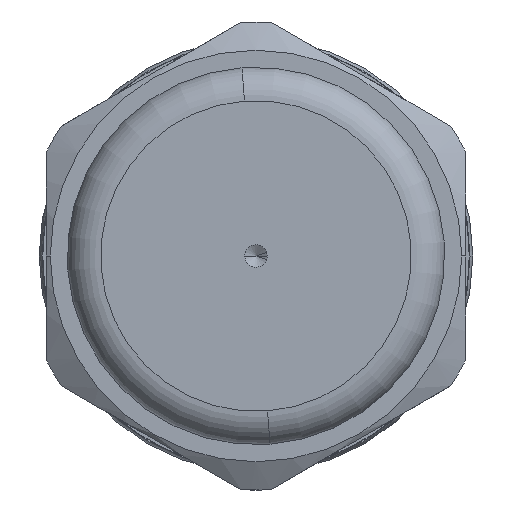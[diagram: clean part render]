
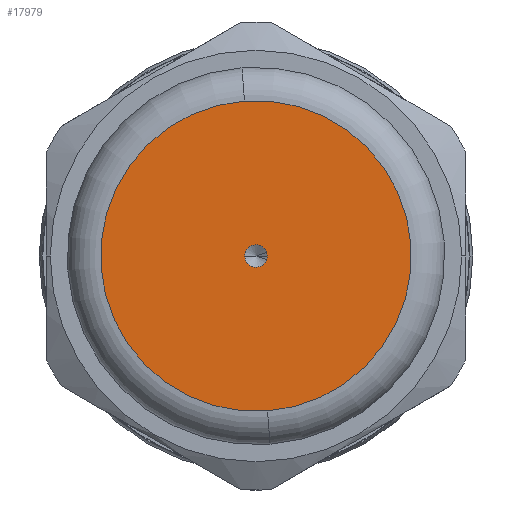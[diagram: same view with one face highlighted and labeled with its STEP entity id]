
A CAD part, left-side view. The second image highlights one B-rep face of the part: STEP entity #17979.
In plain terms, the highlighted planar face has unit normal (-1, 0, 0).
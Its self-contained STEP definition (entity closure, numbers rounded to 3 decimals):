
#1035 = CIRCLE ( 'NONE', #1288, 8.23 ) ;
#1288 = AXIS2_PLACEMENT_3D ( 'NONE', #51928, #21713, #37444 ) ;
#2002 = VERTEX_POINT ( 'NONE', #10166 ) ;
#2145 = DIRECTION ( 'NONE',  ( 0., -0.074, -0.997 ) ) ;
#4838 = CIRCLE ( 'NONE', #14351, 0.6 ) ;
#6797 = EDGE_CURVE ( 'NONE', #28133, #20716, #4838, .T. ) ;
#7279 = EDGE_CURVE ( 'NONE', #16938, #2002, #27554, .T. ) ;
#8237 = CARTESIAN_POINT ( 'NONE',  ( -69.893, 0., 0. ) ) ;
#9614 = AXIS2_PLACEMENT_3D ( 'NONE', #15489, #50937, #25741 ) ;
#10166 = CARTESIAN_POINT ( 'NONE',  ( -69.893, -0.61, -8.207 ) ) ;
#14351 = AXIS2_PLACEMENT_3D ( 'NONE', #46591, #22067, #2145 ) ;
#15489 = CARTESIAN_POINT ( 'NONE',  ( -69.893, -0.044, -0.598 ) ) ;
#15734 = FACE_BOUND ( 'NONE', #41556, .T. ) ;
#16938 = VERTEX_POINT ( 'NONE', #19840 ) ;
#17979 = ADVANCED_FACE ( 'NONE', ( #15734, #36071 ), #60582, .T. ) ;
#18331 = DIRECTION ( 'NONE',  ( 0., -0.074, -0.997 ) ) ;
#19840 = CARTESIAN_POINT ( 'NONE',  ( -69.893, 0.61, 8.207 ) ) ;
#20444 = CARTESIAN_POINT ( 'NONE',  ( -69.893, -0.044, -0.598 ) ) ;
#20716 = VERTEX_POINT ( 'NONE', #20444 ) ;
#21713 = DIRECTION ( 'NONE',  ( 1., 0., 0. ) ) ;
#22067 = DIRECTION ( 'NONE',  ( 1., 0., 0. ) ) ;
#25741 = DIRECTION ( 'NONE',  ( 0., 0.074, 0.997 ) ) ;
#27554 = CIRCLE ( 'NONE', #39949, 8.23 ) ;
#27625 = AXIS2_PLACEMENT_3D ( 'NONE', #8237, #33199, #18331 ) ;
#28133 = VERTEX_POINT ( 'NONE', #56739 ) ;
#33199 = DIRECTION ( 'NONE',  ( 1., 0., 0. ) ) ;
#34379 = ORIENTED_EDGE ( 'NONE', *, *, #6797, .T. ) ;
#36071 = FACE_OUTER_BOUND ( 'NONE', #57646, .T. ) ;
#37033 = CIRCLE ( 'NONE', #27625, 0.6 ) ;
#37444 = DIRECTION ( 'NONE',  ( 0., -0.074, -0.997 ) ) ;
#37505 = CARTESIAN_POINT ( 'NONE',  ( -69.893, 0., 0. ) ) ;
#39949 = AXIS2_PLACEMENT_3D ( 'NONE', #37505, #52612, #42325 ) ;
#41556 = EDGE_LOOP ( 'NONE', ( #50132, #34379 ) ) ;
#42325 = DIRECTION ( 'NONE',  ( 0., -0.074, -0.997 ) ) ;
#43316 = EDGE_CURVE ( 'NONE', #2002, #16938, #1035, .T. ) ;
#46591 = CARTESIAN_POINT ( 'NONE',  ( -69.893, 0., 0. ) ) ;
#46622 = ORIENTED_EDGE ( 'NONE', *, *, #43316, .F. ) ;
#47752 = ORIENTED_EDGE ( 'NONE', *, *, #7279, .F. ) ;
#50132 = ORIENTED_EDGE ( 'NONE', *, *, #63165, .T. ) ;
#50937 = DIRECTION ( 'NONE',  ( -1., 0., 0. ) ) ;
#51928 = CARTESIAN_POINT ( 'NONE',  ( -69.893, 0., 0. ) ) ;
#52612 = DIRECTION ( 'NONE',  ( 1., 0., 0. ) ) ;
#56739 = CARTESIAN_POINT ( 'NONE',  ( -69.893, 0.044, 0.598 ) ) ;
#57646 = EDGE_LOOP ( 'NONE', ( #46622, #47752 ) ) ;
#60582 = PLANE ( 'NONE',  #9614 ) ;
#63165 = EDGE_CURVE ( 'NONE', #20716, #28133, #37033, .T. ) ;
